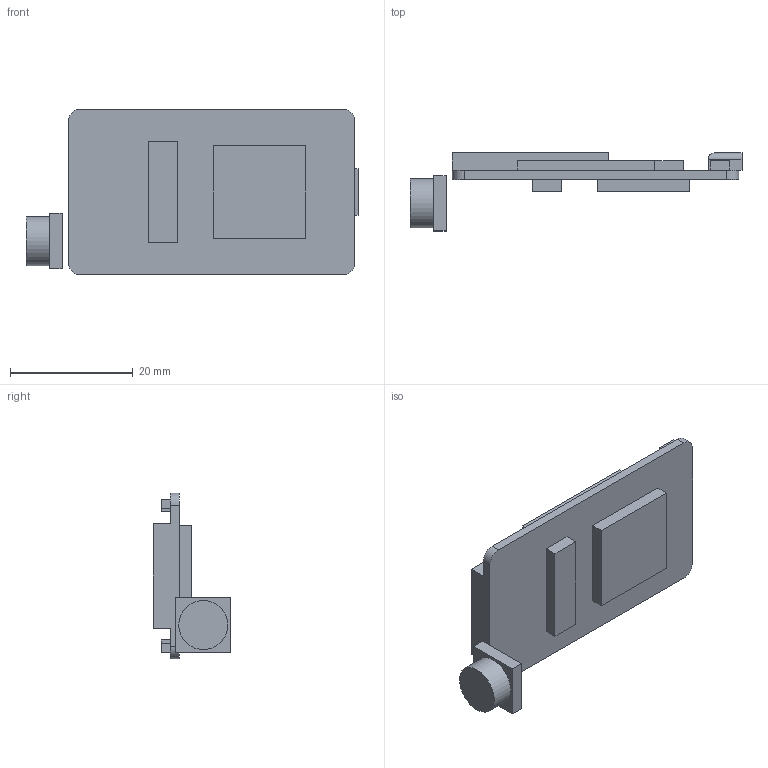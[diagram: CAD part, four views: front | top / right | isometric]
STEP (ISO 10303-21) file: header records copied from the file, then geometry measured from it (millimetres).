
FILE_DESCRIPTION(/* description */ (''),/* implementation_level */ '2;1');
FILE_NAME(/* name */ '00_ESP32_Board.ipt.step',/* time_stamp */ '2022-11-29T07:40:03+01:00',/* author */ ('Muriel'),/* organization */ (''),/* preprocessor_version */ 'ST-DEVELOPER v18.1',/* originating_system */ 'Autodesk Inventor 2022',/* authorisation */ '');
FILE_SCHEMA (('AUTOMOTIVE_DESIGN { 1 0 10303 214 3 1 1 }'));
Length unit declared in the file: millimetre
Products named in the file (1): 00_ESP32_Board
Bounding box: 54.1 x 12.7 x 27 mm (x, y, z)
Volume: 4517 mm3; surface area: 3830.1 mm2
Topology: 2 solids, 2 shells, 66 faces, 158 edges, 104 vertices
Faces by surface type: plane 58, cylinder 8
Full cylindrical faces by diameter (mm): 8 x1
Entity records: 1924 total; most frequent: CARTESIAN_POINT 329, ORIENTED_EDGE 316, DIRECTION 306, EDGE_CURVE 158, LINE 144, VECTOR 144, VERTEX_POINT 104, AXIS2_PLACEMENT_3D 81
